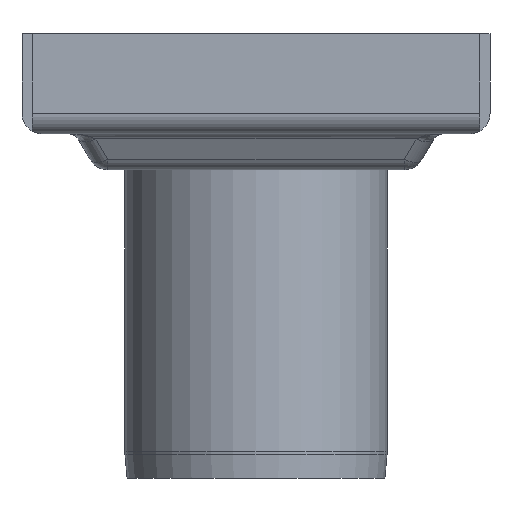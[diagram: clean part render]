
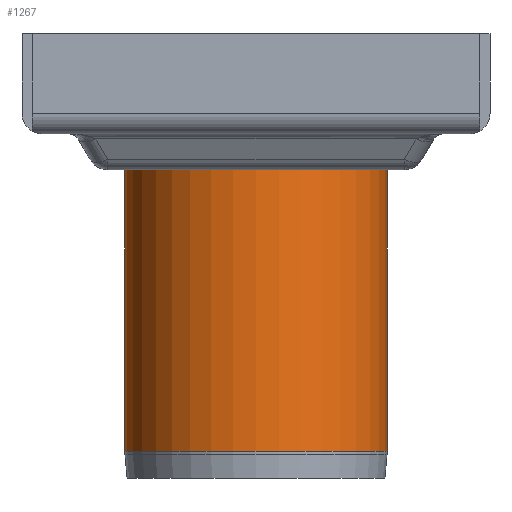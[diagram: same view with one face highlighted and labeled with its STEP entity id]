
A CAD part, front view. The second image highlights one B-rep face of the part: STEP entity #1267.
In plain terms, the highlighted cylindrical face has radius 510 mm (diameter 1020 mm), a full revolution.
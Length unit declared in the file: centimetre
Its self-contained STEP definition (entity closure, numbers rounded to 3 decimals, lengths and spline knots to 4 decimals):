
#105=FACE_OUTER_BOUND('',#194,.T.);
#194=EDGE_LOOP('',(#852,#853,#854,#855,#856));
#288=LINE('',#1975,#394);
#394=VECTOR('',#1534,51.);
#500=CIRCLE('',#1360,51.);
#501=CIRCLE('',#1361,51.);
#502=CIRCLE('',#1362,51.);
#560=VERTEX_POINT('',#1970);
#561=VERTEX_POINT('',#1971);
#562=VERTEX_POINT('',#1974);
#662=EDGE_CURVE('',#560,#561,#500,.T.);
#663=EDGE_CURVE('',#561,#560,#501,.T.);
#664=EDGE_CURVE('',#561,#562,#288,.T.);
#665=EDGE_CURVE('',#562,#562,#502,.T.);
#852=ORIENTED_EDGE('',*,*,#662,.F.);
#853=ORIENTED_EDGE('',*,*,#663,.F.);
#854=ORIENTED_EDGE('',*,*,#664,.T.);
#855=ORIENTED_EDGE('',*,*,#665,.T.);
#856=ORIENTED_EDGE('',*,*,#664,.F.);
#1232=CYLINDRICAL_SURFACE('',#1359,51.);
#1267=ADVANCED_FACE('',(#105),#1232,.T.);
#1359=AXIS2_PLACEMENT_3D('',#1969,#1528,#1529);
#1360=AXIS2_PLACEMENT_3D('',#1972,#1530,#1531);
#1361=AXIS2_PLACEMENT_3D('',#1973,#1532,#1533);
#1362=AXIS2_PLACEMENT_3D('',#1976,#1535,#1536);
#1528=DIRECTION('center_axis',(0.,0.,-1.));
#1529=DIRECTION('ref_axis',(-1.,0.,0.));
#1530=DIRECTION('center_axis',(0.,0.,-1.));
#1531=DIRECTION('ref_axis',(1.,0.,0.));
#1532=DIRECTION('center_axis',(0.,0.,-1.));
#1533=DIRECTION('ref_axis',(1.,0.,0.));
#1534=DIRECTION('',(0.,0.,1.));
#1535=DIRECTION('center_axis',(0.,0.,-1.));
#1536=DIRECTION('ref_axis',(1.,0.,0.));
#1969=CARTESIAN_POINT('Origin',(639.411,251.729,-8.738));
#1970=CARTESIAN_POINT('',(639.411,200.729,-63.4761));
#1971=CARTESIAN_POINT('',(690.411,251.729,-63.4761));
#1972=CARTESIAN_POINT('Origin',(639.411,251.729,-63.4761));
#1973=CARTESIAN_POINT('Origin',(639.411,251.729,-63.4761));
#1974=CARTESIAN_POINT('',(690.411,251.729,46.));
#1975=CARTESIAN_POINT('',(690.411,251.729,-8.738));
#1976=CARTESIAN_POINT('Origin',(639.411,251.729,46.));
